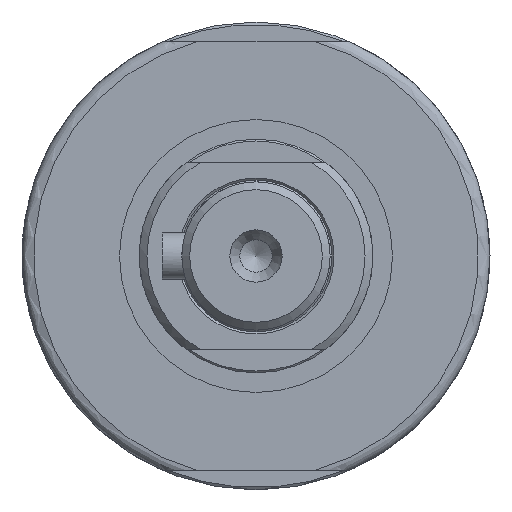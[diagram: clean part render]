
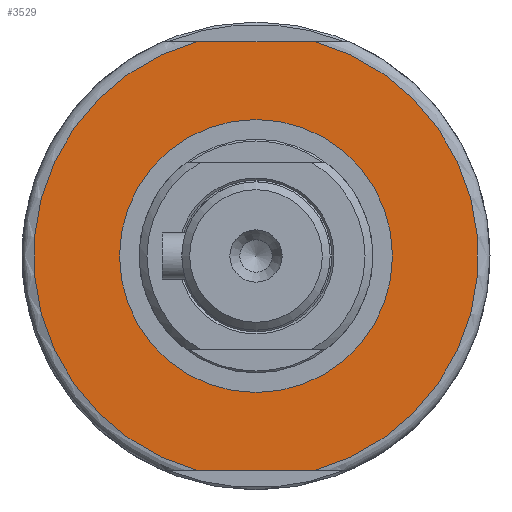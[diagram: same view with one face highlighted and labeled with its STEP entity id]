
A CAD part, left-side view. The second image highlights one B-rep face of the part: STEP entity #3529.
In plain terms, the highlighted planar face has unit normal (-1, 0, 0).
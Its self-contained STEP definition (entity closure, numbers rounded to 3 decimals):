
#127=FACE_BOUND('',#512,.T.);
#165=PLANE('',#3836);
#307=FACE_OUTER_BOUND('',#511,.T.);
#511=EDGE_LOOP('',(#2509,#2510,#2511,#2512));
#512=EDGE_LOOP('',(#2513,#2514));
#713=LINE('',#5439,#982);
#717=LINE('',#5488,#986);
#982=VECTOR('',#4365,10.);
#986=VECTOR('',#4375,10.);
#1291=CIRCLE('',#3837,28.5);
#1292=CIRCLE('',#3838,28.5);
#1293=CIRCLE('',#3839,17.5);
#1294=CIRCLE('',#3840,17.5);
#1484=VERTEX_POINT('',#5423);
#1485=VERTEX_POINT('',#5438);
#1492=VERTEX_POINT('',#5472);
#1493=VERTEX_POINT('',#5487);
#1496=VERTEX_POINT('',#5522);
#1497=VERTEX_POINT('',#5523);
#1860=EDGE_CURVE('',#1485,#1484,#713,.T.);
#1869=EDGE_CURVE('',#1493,#1492,#717,.T.);
#1880=EDGE_CURVE('',#1493,#1484,#1291,.T.);
#1881=EDGE_CURVE('',#1485,#1492,#1292,.T.);
#1882=EDGE_CURVE('',#1496,#1497,#1293,.T.);
#1883=EDGE_CURVE('',#1497,#1496,#1294,.T.);
#2509=ORIENTED_EDGE('',*,*,#1860,.T.);
#2510=ORIENTED_EDGE('',*,*,#1880,.F.);
#2511=ORIENTED_EDGE('',*,*,#1869,.T.);
#2512=ORIENTED_EDGE('',*,*,#1881,.F.);
#2513=ORIENTED_EDGE('',*,*,#1882,.T.);
#2514=ORIENTED_EDGE('',*,*,#1883,.T.);
#3529=ADVANCED_FACE('',(#307,#127),#165,.T.);
#3836=AXIS2_PLACEMENT_3D('',#5519,#4403,#4404);
#3837=AXIS2_PLACEMENT_3D('',#5520,#4405,#4406);
#3838=AXIS2_PLACEMENT_3D('',#5521,#4407,#4408);
#3839=AXIS2_PLACEMENT_3D('',#5524,#4409,#4410);
#3840=AXIS2_PLACEMENT_3D('',#5525,#4411,#4412);
#4365=DIRECTION('',(0.,1.,0.));
#4375=DIRECTION('',(0.,-1.,0.));
#4403=DIRECTION('center_axis',(-1.,0.,0.));
#4404=DIRECTION('ref_axis',(0.,0.,1.));
#4405=DIRECTION('center_axis',(1.,0.,0.));
#4406=DIRECTION('ref_axis',(0.,1.,0.));
#4407=DIRECTION('center_axis',(1.,0.,0.));
#4408=DIRECTION('ref_axis',(0.,1.,0.));
#4409=DIRECTION('center_axis',(1.,0.,0.));
#4410=DIRECTION('ref_axis',(0.,1.,0.));
#4411=DIRECTION('center_axis',(1.,0.,0.));
#4412=DIRECTION('ref_axis',(0.,1.,0.));
#5423=CARTESIAN_POINT('',(-158.,7.483,27.5));
#5438=CARTESIAN_POINT('',(-158.,-7.483,27.5));
#5439=CARTESIAN_POINT('',(-158.,24.063,27.5));
#5472=CARTESIAN_POINT('',(-158.,-7.483,-27.5));
#5487=CARTESIAN_POINT('',(-158.,7.483,-27.5));
#5488=CARTESIAN_POINT('',(-158.,-1.553,-27.5));
#5519=CARTESIAN_POINT('Origin',(-158.,23.,0.));
#5520=CARTESIAN_POINT('Origin',(-158.,0.,0.));
#5521=CARTESIAN_POINT('Origin',(-158.,0.,0.));
#5522=CARTESIAN_POINT('',(-158.,17.5,0.));
#5523=CARTESIAN_POINT('',(-158.,-17.5,0.));
#5524=CARTESIAN_POINT('Origin',(-158.,0.,0.));
#5525=CARTESIAN_POINT('Origin',(-158.,0.,0.));
